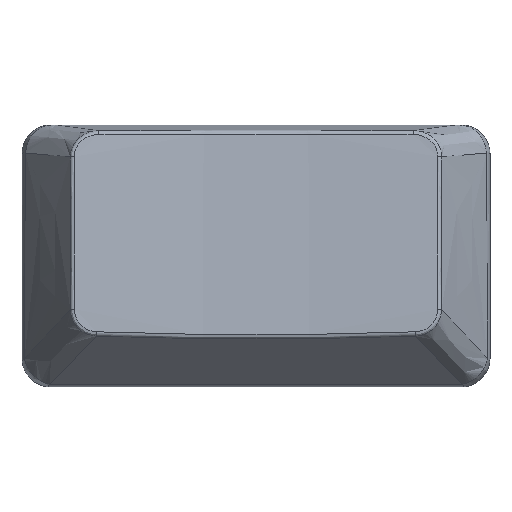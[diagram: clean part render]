
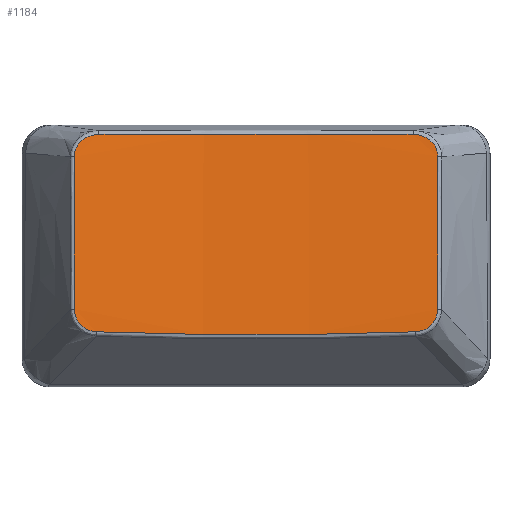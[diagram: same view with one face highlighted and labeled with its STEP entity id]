
A CAD part, top view. The second image highlights one B-rep face of the part: STEP entity #1184.
In plain terms, the highlighted free-form (B-spline) face has degree [1, 2] with [2, 3] control points.
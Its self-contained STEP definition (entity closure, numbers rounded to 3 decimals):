
#17=(
BOUNDED_SURFACE()
B_SPLINE_SURFACE(1,2,((#2434,#2435,#2436),(#2437,#2438,#2439)),
 .UNSPECIFIED.,.F.,.F.,.F.)
B_SPLINE_SURFACE_WITH_KNOTS((2,2),(3,3),(0.113,0.206),
(-1.654,-1.487),.UNSPECIFIED.)
GEOMETRIC_REPRESENTATION_ITEM()
RATIONAL_B_SPLINE_SURFACE(((1.,0.997,1.),(1.,0.997,
1.)))
REPRESENTATION_ITEM('')
SURFACE()
);
#207=FACE_OUTER_BOUND('',#281,.T.);
#281=EDGE_LOOP('',(#894,#895,#896,#897,#898,#899,#900,#901));
#357=B_SPLINE_CURVE_WITH_KNOTS('',3,(#2142,#2143,#2144,#2145),
 .UNSPECIFIED.,.F.,.F.,(4,4),(0.,2.217),.UNSPECIFIED.);
#358=B_SPLINE_CURVE_WITH_KNOTS('',3,(#2178,#2179,#2180,#2181,#2182,#2183),
 .UNSPECIFIED.,.F.,.F.,(4,1,1,4),(0.,0.07,
0.139,0.244),.UNSPECIFIED.);
#359=B_SPLINE_CURVE_WITH_KNOTS('',3,(#2206,#2207,#2208,#2209),
 .UNSPECIFIED.,.F.,.F.,(4,4),(0.,1.065),
 .UNSPECIFIED.);
#361=B_SPLINE_CURVE_WITH_KNOTS('',3,(#2243,#2244,#2245,#2246,#2247),
 .UNSPECIFIED.,.F.,.F.,(4,1,4),(0.,0.111,0.259),
 .UNSPECIFIED.);
#363=B_SPLINE_CURVE_WITH_KNOTS('',3,(#2275,#2276,#2277,#2278),
 .UNSPECIFIED.,.F.,.F.,(4,4),(0.,2.184),
 .UNSPECIFIED.);
#365=B_SPLINE_CURVE_WITH_KNOTS('',3,(#2318,#2319,#2320,#2321,#2322,#2323),
 .UNSPECIFIED.,.F.,.F.,(4,1,1,4),(0.,0.111,0.185,
0.259),.UNSPECIFIED.);
#367=B_SPLINE_CURVE_WITH_KNOTS('',3,(#2350,#2351,#2352,#2353),
 .UNSPECIFIED.,.F.,.F.,(4,4),(0.,1.065),
 .UNSPECIFIED.);
#368=B_SPLINE_CURVE_WITH_KNOTS('',3,(#2384,#2385,#2386,#2387,#2388,#2389),
 .UNSPECIFIED.,.F.,.F.,(4,1,1,4),(0.,0.07,0.139,
0.244),.UNSPECIFIED.);
#489=VERTEX_POINT('',#2138);
#490=VERTEX_POINT('',#2140);
#491=VERTEX_POINT('',#2176);
#492=VERTEX_POINT('',#2204);
#493=VERTEX_POINT('',#2235);
#495=VERTEX_POINT('',#2268);
#497=VERTEX_POINT('',#2309);
#499=VERTEX_POINT('',#2344);
#630=EDGE_CURVE('',#490,#489,#357,.T.);
#632=EDGE_CURVE('',#489,#491,#358,.T.);
#634=EDGE_CURVE('',#491,#492,#359,.T.);
#637=EDGE_CURVE('',#492,#493,#361,.T.);
#640=EDGE_CURVE('',#493,#495,#363,.T.);
#643=EDGE_CURVE('',#495,#497,#365,.T.);
#646=EDGE_CURVE('',#497,#499,#367,.T.);
#647=EDGE_CURVE('',#499,#490,#368,.T.);
#894=ORIENTED_EDGE('',*,*,#630,.F.);
#895=ORIENTED_EDGE('',*,*,#647,.F.);
#896=ORIENTED_EDGE('',*,*,#646,.F.);
#897=ORIENTED_EDGE('',*,*,#643,.F.);
#898=ORIENTED_EDGE('',*,*,#640,.F.);
#899=ORIENTED_EDGE('',*,*,#637,.F.);
#900=ORIENTED_EDGE('',*,*,#634,.F.);
#901=ORIENTED_EDGE('',*,*,#632,.F.);
#1184=ADVANCED_FACE('',(#207),#17,.T.);
#2138=CARTESIAN_POINT('',(-11.053,-5.268,6.576));
#2140=CARTESIAN_POINT('',(11.053,-5.268,6.576));
#2142=CARTESIAN_POINT('Ctrl Pts',(11.053,-5.268,6.576));
#2143=CARTESIAN_POINT('Ctrl Pts',(3.699,-5.541,6.078));
#2144=CARTESIAN_POINT('Ctrl Pts',(-3.699,-5.541,6.078));
#2145=CARTESIAN_POINT('Ctrl Pts',(-11.053,-5.268,6.576));
#2176=CARTESIAN_POINT('',(-12.578,-3.697,6.501));
#2178=CARTESIAN_POINT('Ctrl Pts',(-11.053,-5.268,6.576));
#2179=CARTESIAN_POINT('Ctrl Pts',(-11.284,-5.26,6.592));
#2180=CARTESIAN_POINT('Ctrl Pts',(-11.745,-5.152,6.613));
#2181=CARTESIAN_POINT('Ctrl Pts',(-12.395,-4.626,6.6));
#2182=CARTESIAN_POINT('Ctrl Pts',(-12.577,-4.043,6.544));
#2183=CARTESIAN_POINT('Ctrl Pts',(-12.578,-3.697,6.501));
#2204=CARTESIAN_POINT('',(-12.603,6.872,5.206));
#2206=CARTESIAN_POINT('Ctrl Pts',(-12.578,-3.697,6.501));
#2207=CARTESIAN_POINT('Ctrl Pts',(-12.585,-0.174,
6.069));
#2208=CARTESIAN_POINT('Ctrl Pts',(-12.593,3.349,5.638));
#2209=CARTESIAN_POINT('Ctrl Pts',(-12.603,6.872,5.206));
#2235=CARTESIAN_POINT('',(-10.888,8.414,4.884));
#2243=CARTESIAN_POINT('Ctrl Pts',(-12.603,6.872,5.206));
#2244=CARTESIAN_POINT('Ctrl Pts',(-12.604,7.24,5.161));
#2245=CARTESIAN_POINT('Ctrl Pts',(-12.258,8.093,5.027));
#2246=CARTESIAN_POINT('Ctrl Pts',(-11.38,8.411,4.92));
#2247=CARTESIAN_POINT('Ctrl Pts',(-10.888,8.414,4.884));
#2268=CARTESIAN_POINT('',(10.888,8.414,4.884));
#2275=CARTESIAN_POINT('Ctrl Pts',(-10.888,8.414,4.884));
#2276=CARTESIAN_POINT('Ctrl Pts',(-3.642,8.46,4.362));
#2277=CARTESIAN_POINT('Ctrl Pts',(3.642,8.46,4.362));
#2278=CARTESIAN_POINT('Ctrl Pts',(10.888,8.414,4.884));
#2309=CARTESIAN_POINT('',(12.603,6.872,5.206));
#2318=CARTESIAN_POINT('Ctrl Pts',(10.888,8.414,4.884));
#2319=CARTESIAN_POINT('Ctrl Pts',(11.257,8.412,4.911));
#2320=CARTESIAN_POINT('Ctrl Pts',(11.876,8.248,4.978));
#2321=CARTESIAN_POINT('Ctrl Pts',(12.482,7.608,5.105));
#2322=CARTESIAN_POINT('Ctrl Pts',(12.604,7.117,5.176));
#2323=CARTESIAN_POINT('Ctrl Pts',(12.603,6.872,5.206));
#2344=CARTESIAN_POINT('',(12.578,-3.697,6.501));
#2350=CARTESIAN_POINT('Ctrl Pts',(12.603,6.872,5.206));
#2351=CARTESIAN_POINT('Ctrl Pts',(12.593,3.349,5.638));
#2352=CARTESIAN_POINT('Ctrl Pts',(12.585,-0.174,6.069));
#2353=CARTESIAN_POINT('Ctrl Pts',(12.578,-3.697,6.501));
#2384=CARTESIAN_POINT('Ctrl Pts',(12.578,-3.697,6.501));
#2385=CARTESIAN_POINT('Ctrl Pts',(12.577,-3.928,6.53));
#2386=CARTESIAN_POINT('Ctrl Pts',(12.485,-4.39,6.579));
#2387=CARTESIAN_POINT('Ctrl Pts',(11.978,-5.055,6.619));
#2388=CARTESIAN_POINT('Ctrl Pts',(11.399,-5.256,6.6));
#2389=CARTESIAN_POINT('Ctrl Pts',(11.053,-5.268,6.576));
#2434=CARTESIAN_POINT('Ctrl Pts',(12.603,-5.416,6.715));
#2435=CARTESIAN_POINT('Ctrl Pts',(0.,-5.542,
5.689));
#2436=CARTESIAN_POINT('Ctrl Pts',(-12.603,-5.416,6.715));
#2437=CARTESIAN_POINT('Ctrl Pts',(12.603,8.539,5.001));
#2438=CARTESIAN_POINT('Ctrl Pts',(0.,8.413,
3.976));
#2439=CARTESIAN_POINT('Ctrl Pts',(-12.603,8.539,5.001));
